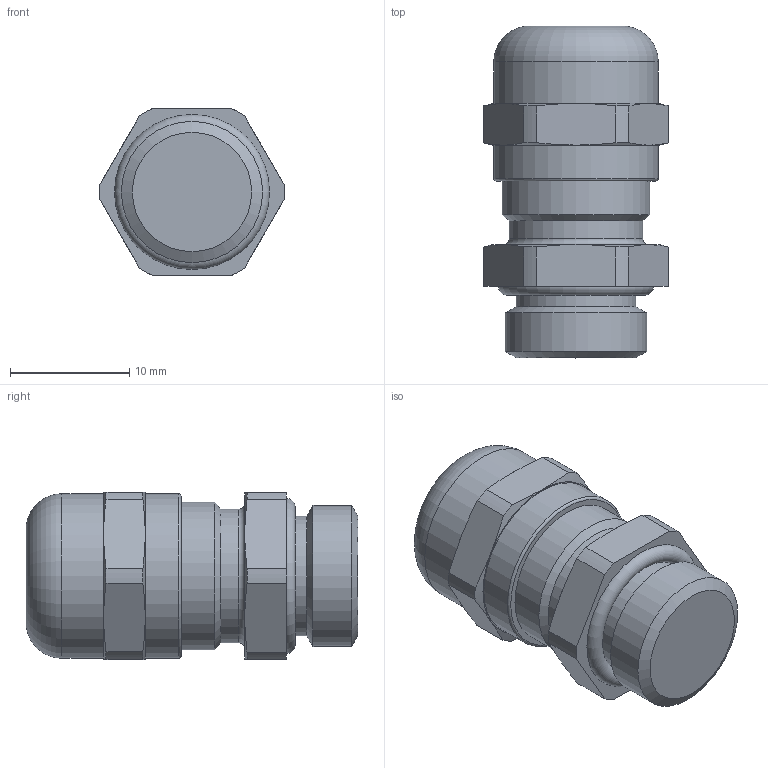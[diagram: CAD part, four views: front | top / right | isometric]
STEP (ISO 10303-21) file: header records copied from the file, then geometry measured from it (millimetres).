
FILE_DESCRIPTION((''),'2;1');
FILE_NAME('BMBC-0S.stp','2011-05-04T17:58:58',('nursel'),(''),'Autodesk Inventor 2011','Autodesk Inventor 2011','');
FILE_SCHEMA(('AUTOMOTIVE_DESIGN { 1 0 10303 214 1 1 1 1 }'));
Length unit declared in the file: millimetre
Products named in the file (1): M12x1.5 METAL RAKOR (PG7) TL6_Shrinkwrap_1
Bounding box: 15.5 x 27.84 x 14.03 mm (x, y, z)
Volume: 3738.8 mm3; surface area: 1604.3 mm2
Topology: 1 solids, 2 shells, 65 faces, 148 edges, 90 vertices
Faces by surface type: cone 21, plane 20, cylinder 19, torus 5
Full cylindrical faces by diameter (mm): 10 x2, 11.18 x1, 11.84 x1, 12.4 x1, 13.8 x2
Entity records: 1697 total; most frequent: CARTESIAN_POINT 351, DIRECTION 286, ORIENTED_EDGE 256, AXIS2_PLACEMENT_3D 128, EDGE_CURVE 128, EDGE_LOOP 86, VERTEX_POINT 85, FACE_OUTER_BOUND 65
